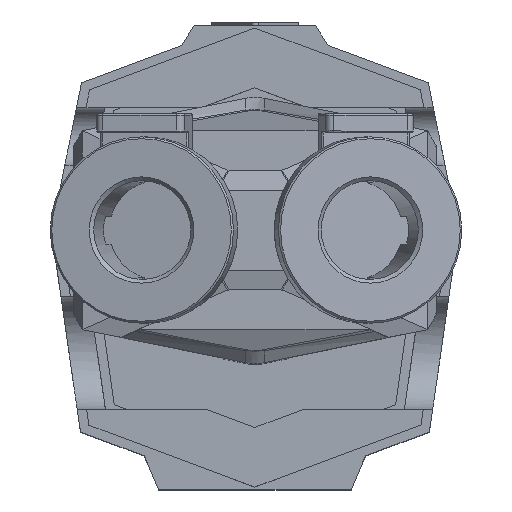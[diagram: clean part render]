
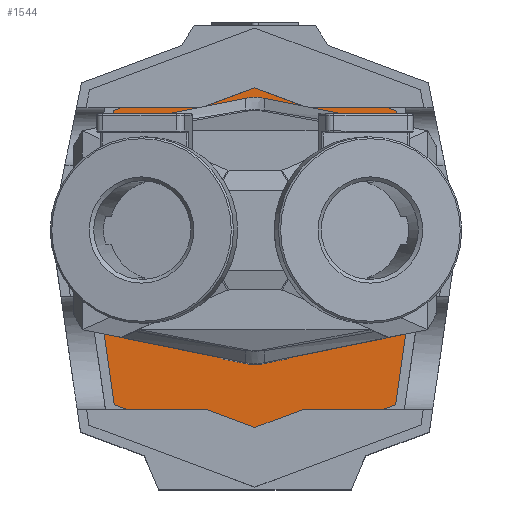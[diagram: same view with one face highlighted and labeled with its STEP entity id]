
A CAD part, top view. The second image highlights one B-rep face of the part: STEP entity #1544.
In plain terms, the highlighted planar face has unit normal (0, 0, 1).
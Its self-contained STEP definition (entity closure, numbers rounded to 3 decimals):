
#1544=ADVANCED_FACE('',(#3592,#3593,#3594,#3595),#2317,.T.);
#2317=PLANE('',#16403);
#3284=CIRCLE('',#16395,4.3);
#3285=CIRCLE('',#16396,4.3);
#3286=CIRCLE('',#16397,4.3);
#3287=CIRCLE('',#16398,4.3);
#3288=CIRCLE('',#16399,4.3);
#3289=CIRCLE('',#16400,4.3);
#3290=CIRCLE('',#16401,0.825);
#3291=CIRCLE('',#16402,0.825);
#3592=FACE_BOUND('',#4024,.T.);
#3593=FACE_BOUND('',#4025,.T.);
#3594=FACE_BOUND('',#4026,.T.);
#3595=FACE_BOUND('',#4027,.T.);
#4024=EDGE_LOOP('',(#6313,#6314,#6315,#6316,#6317,#6318,#6319,#6320,#6321,
#6322,#6323,#6324));
#4025=EDGE_LOOP('',(#6325));
#4026=EDGE_LOOP('',(#6326));
#4027=EDGE_LOOP('',(#6327,#6328,#6329,#6330,#6331,#6332,#6333,#6334));
#6313=ORIENTED_EDGE('',*,*,#11732,.F.);
#6314=ORIENTED_EDGE('',*,*,#11733,.F.);
#6315=ORIENTED_EDGE('',*,*,#11734,.F.);
#6316=ORIENTED_EDGE('',*,*,#11735,.F.);
#6317=ORIENTED_EDGE('',*,*,#11736,.F.);
#6318=ORIENTED_EDGE('',*,*,#11737,.F.);
#6319=ORIENTED_EDGE('',*,*,#11738,.F.);
#6320=ORIENTED_EDGE('',*,*,#11739,.F.);
#6321=ORIENTED_EDGE('',*,*,#11740,.F.);
#6322=ORIENTED_EDGE('',*,*,#11741,.F.);
#6323=ORIENTED_EDGE('',*,*,#11742,.F.);
#6324=ORIENTED_EDGE('',*,*,#11743,.F.);
#6325=ORIENTED_EDGE('',*,*,#11744,.F.);
#6326=ORIENTED_EDGE('',*,*,#11745,.F.);
#6327=ORIENTED_EDGE('',*,*,#11746,.T.);
#6328=ORIENTED_EDGE('',*,*,#11747,.T.);
#6329=ORIENTED_EDGE('',*,*,#11748,.T.);
#6330=ORIENTED_EDGE('',*,*,#11749,.T.);
#6331=ORIENTED_EDGE('',*,*,#11750,.T.);
#6332=ORIENTED_EDGE('',*,*,#11751,.T.);
#6333=ORIENTED_EDGE('',*,*,#11752,.T.);
#6334=ORIENTED_EDGE('',*,*,#11753,.T.);
#9944=VERTEX_POINT('',#30923);
#9945=VERTEX_POINT('',#30924);
#9946=VERTEX_POINT('',#30926);
#9947=VERTEX_POINT('',#30928);
#9948=VERTEX_POINT('',#30930);
#9949=VERTEX_POINT('',#30932);
#9950=VERTEX_POINT('',#30934);
#9951=VERTEX_POINT('',#30936);
#9952=VERTEX_POINT('',#30938);
#9953=VERTEX_POINT('',#30940);
#9954=VERTEX_POINT('',#30942);
#9955=VERTEX_POINT('',#30944);
#9956=VERTEX_POINT('',#30947);
#9957=VERTEX_POINT('',#30949);
#9958=VERTEX_POINT('',#30951);
#9959=VERTEX_POINT('',#30952);
#9960=VERTEX_POINT('',#30954);
#9961=VERTEX_POINT('',#30956);
#9962=VERTEX_POINT('',#30958);
#9963=VERTEX_POINT('',#30960);
#9964=VERTEX_POINT('',#30962);
#9965=VERTEX_POINT('',#30964);
#11732=EDGE_CURVE('',#9944,#9945,#13728,.T.);
#11733=EDGE_CURVE('',#9946,#9944,#3284,.T.);
#11734=EDGE_CURVE('',#9947,#9946,#13729,.T.);
#11735=EDGE_CURVE('',#9948,#9947,#3285,.T.);
#11736=EDGE_CURVE('',#9949,#9948,#13730,.T.);
#11737=EDGE_CURVE('',#9950,#9949,#3286,.T.);
#11738=EDGE_CURVE('',#9951,#9950,#13731,.T.);
#11739=EDGE_CURVE('',#9952,#9951,#3287,.T.);
#11740=EDGE_CURVE('',#9953,#9952,#13732,.T.);
#11741=EDGE_CURVE('',#9954,#9953,#3288,.T.);
#11742=EDGE_CURVE('',#9955,#9954,#13733,.T.);
#11743=EDGE_CURVE('',#9945,#9955,#3289,.T.);
#11744=EDGE_CURVE('',#9956,#9956,#3290,.T.);
#11745=EDGE_CURVE('',#9957,#9957,#3291,.T.);
#11746=EDGE_CURVE('',#9958,#9959,#13734,.T.);
#11747=EDGE_CURVE('',#9959,#9960,#13735,.T.);
#11748=EDGE_CURVE('',#9960,#9961,#13736,.T.);
#11749=EDGE_CURVE('',#9961,#9962,#13737,.T.);
#11750=EDGE_CURVE('',#9962,#9963,#13738,.T.);
#11751=EDGE_CURVE('',#9963,#9964,#13739,.T.);
#11752=EDGE_CURVE('',#9964,#9965,#13740,.T.);
#11753=EDGE_CURVE('',#9965,#9958,#13741,.T.);
#13728=LINE('',#30922,#15116);
#13729=LINE('',#30927,#15117);
#13730=LINE('',#30931,#15118);
#13731=LINE('',#30935,#15119);
#13732=LINE('',#30939,#15120);
#13733=LINE('',#30943,#15121);
#13734=LINE('',#30950,#15122);
#13735=LINE('',#30953,#15123);
#13736=LINE('',#30955,#15124);
#13737=LINE('',#30957,#15125);
#13738=LINE('',#30959,#15126);
#13739=LINE('',#30961,#15127);
#13740=LINE('',#30963,#15128);
#13741=LINE('',#30965,#15129);
#15116=VECTOR('',#18631,1.);
#15117=VECTOR('',#18634,1.);
#15118=VECTOR('',#18637,1.);
#15119=VECTOR('',#18640,1.);
#15120=VECTOR('',#18643,1.);
#15121=VECTOR('',#18646,1.);
#15122=VECTOR('',#18653,1.);
#15123=VECTOR('',#18654,1.);
#15124=VECTOR('',#18655,1.);
#15125=VECTOR('',#18656,1.);
#15126=VECTOR('',#18657,1.);
#15127=VECTOR('',#18658,1.);
#15128=VECTOR('',#18659,1.);
#15129=VECTOR('',#18660,1.);
#16395=AXIS2_PLACEMENT_3D('',#30925,#18632,#18633);
#16396=AXIS2_PLACEMENT_3D('',#30929,#18635,#18636);
#16397=AXIS2_PLACEMENT_3D('',#30933,#18638,#18639);
#16398=AXIS2_PLACEMENT_3D('',#30937,#18641,#18642);
#16399=AXIS2_PLACEMENT_3D('',#30941,#18644,#18645);
#16400=AXIS2_PLACEMENT_3D('',#30945,#18647,#18648);
#16401=AXIS2_PLACEMENT_3D('',#30946,#18649,#18650);
#16402=AXIS2_PLACEMENT_3D('',#30948,#18651,#18652);
#16403=AXIS2_PLACEMENT_3D('',#30966,#18661,#18662);
#18631=DIRECTION('',(-0.5,-0.866,0.));
#18632=DIRECTION('',(0.,0.,1.));
#18633=DIRECTION('',(1.,0.,0.));
#18634=DIRECTION('',(-1.,0.,0.));
#18635=DIRECTION('',(0.,0.,1.));
#18636=DIRECTION('',(1.,0.,0.));
#18637=DIRECTION('',(-0.5,0.866,0.));
#18638=DIRECTION('',(0.,0.,1.));
#18639=DIRECTION('',(1.,0.,0.));
#18640=DIRECTION('',(0.5,0.866,0.));
#18641=DIRECTION('',(0.,0.,1.));
#18642=DIRECTION('',(1.,0.,0.));
#18643=DIRECTION('',(1.,0.,0.));
#18644=DIRECTION('',(0.,0.,1.));
#18645=DIRECTION('',(1.,0.,0.));
#18646=DIRECTION('',(0.5,-0.866,0.));
#18647=DIRECTION('',(0.,0.,1.));
#18648=DIRECTION('',(1.,0.,0.));
#18649=DIRECTION('',(0.,0.,1.));
#18650=DIRECTION('',(1.,0.,0.));
#18651=DIRECTION('',(0.,0.,1.));
#18652=DIRECTION('',(1.,0.,0.));
#18653=DIRECTION('',(-0.937,0.35,0.));
#18654=DIRECTION('',(-0.937,-0.35,0.));
#18655=DIRECTION('',(-0.199,-0.98,0.));
#18656=DIRECTION('',(0.143,-0.99,0.));
#18657=DIRECTION('',(0.937,-0.35,0.));
#18658=DIRECTION('',(0.937,0.35,0.));
#18659=DIRECTION('',(0.143,0.99,0.));
#18660=DIRECTION('',(-0.199,0.98,0.));
#18661=DIRECTION('',(0.,0.,1.));
#18662=DIRECTION('',(-1.,0.,0.));
#30922=CARTESIAN_POINT('',(-2.675,3.367,-24.213));
#30923=CARTESIAN_POINT('',(-2.675,3.367,-24.213));
#30924=CARTESIAN_POINT('',(-4.253,0.633,-24.213));
#30925=CARTESIAN_POINT('',(0.,0.,-24.213));
#30926=CARTESIAN_POINT('',(-1.578,4.,-24.213));
#30927=CARTESIAN_POINT('',(1.578,4.,-24.213));
#30928=CARTESIAN_POINT('',(1.578,4.,-24.213));
#30929=CARTESIAN_POINT('',(0.,0.,-24.213));
#30930=CARTESIAN_POINT('',(2.675,3.367,-24.213));
#30931=CARTESIAN_POINT('',(4.253,0.633,-24.213));
#30932=CARTESIAN_POINT('',(4.253,0.633,-24.213));
#30933=CARTESIAN_POINT('',(0.,0.,-24.213));
#30934=CARTESIAN_POINT('',(4.253,-0.633,-24.213));
#30935=CARTESIAN_POINT('',(2.675,-3.367,-24.213));
#30936=CARTESIAN_POINT('',(2.675,-3.367,-24.213));
#30937=CARTESIAN_POINT('',(0.,0.,-24.213));
#30938=CARTESIAN_POINT('',(1.578,-4.,-24.213));
#30939=CARTESIAN_POINT('',(-1.578,-4.,-24.213));
#30940=CARTESIAN_POINT('',(-1.578,-4.,-24.213));
#30941=CARTESIAN_POINT('',(0.,0.,-24.213));
#30942=CARTESIAN_POINT('',(-2.675,-3.367,-24.213));
#30943=CARTESIAN_POINT('',(-4.253,-0.633,-24.213));
#30944=CARTESIAN_POINT('',(-4.253,-0.633,-24.213));
#30945=CARTESIAN_POINT('',(0.,0.,-24.213));
#30946=CARTESIAN_POINT('',(-5.8,0.,-24.213));
#30947=CARTESIAN_POINT('',(-4.975,0.,-24.213));
#30948=CARTESIAN_POINT('',(5.8,0.,-24.213));
#30949=CARTESIAN_POINT('',(6.625,0.,-24.213));
#30950=CARTESIAN_POINT('',(3.782,7.901,-24.213));
#30951=CARTESIAN_POINT('',(7.565,6.49,-24.213));
#30952=CARTESIAN_POINT('',(0.,9.313,-24.213));
#30953=CARTESIAN_POINT('',(-3.783,7.901,-24.213));
#30954=CARTESIAN_POINT('',(-7.566,6.49,-24.213));
#30955=CARTESIAN_POINT('',(-8.226,3.238,-24.213));
#30956=CARTESIAN_POINT('',(-8.885,-0.014,-24.213));
#30957=CARTESIAN_POINT('',(-8.217,-4.656,-24.213));
#30958=CARTESIAN_POINT('',(-7.548,-9.297,-24.213));
#30959=CARTESIAN_POINT('',(-3.774,-10.705,-24.213));
#30960=CARTESIAN_POINT('',(0.,-12.113,-24.213));
#30961=CARTESIAN_POINT('',(3.773,-10.705,-24.213));
#30962=CARTESIAN_POINT('',(7.547,-9.297,-24.213));
#30963=CARTESIAN_POINT('',(8.216,-4.656,-24.213));
#30964=CARTESIAN_POINT('',(8.885,-0.014,-24.213));
#30965=CARTESIAN_POINT('',(8.225,3.238,-24.213));
#30966=CARTESIAN_POINT('',(8.794,-16.058,-24.213));
